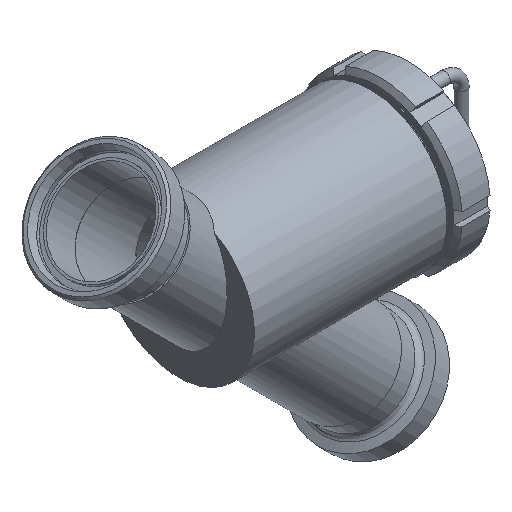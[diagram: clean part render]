
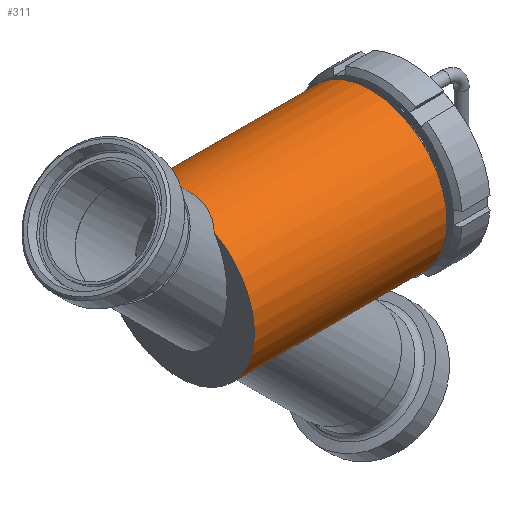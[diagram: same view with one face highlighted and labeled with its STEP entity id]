
A CAD part, isometric view. The second image highlights one B-rep face of the part: STEP entity #311.
In plain terms, the highlighted cylindrical face has radius 69 mm (diameter 138 mm), a full revolution.
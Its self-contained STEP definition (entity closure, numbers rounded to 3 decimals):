
#141=CARTESIAN_POINT('',(-26.,69.0,0.0));
#142=VERTEX_POINT('',#141);
#143=CARTESIAN_POINT('',(-26.,0.0,0.0));
#144=DIRECTION('',(1.0,0.0,0.0));
#145=DIRECTION('',(0.0,1.0,0.0));
#146=AXIS2_PLACEMENT_3D('',#143,#144,#145);
#147=CIRCLE('',#146,69.0);
#148=EDGE_CURVE('',#142,#142,#147,.T.);
#184=CARTESIAN_POINT('',(-113.0,0.0,0.0));
#185=DIRECTION('',(1.0,0.0,0.0));
#186=DIRECTION('',(0.0,1.0,0.0));
#187=AXIS2_PLACEMENT_3D('',#184,#185,#186);
#188=CYLINDRICAL_SURFACE('',#187,69.0);
#189=CARTESIAN_POINT('',(-200.0,32.654,60.784));
#190=VERTEX_POINT('',#189);
#191=CARTESIAN_POINT('',(-200.0,-32.654,60.784));
#192=VERTEX_POINT('',#191);
#193=CARTESIAN_POINT('',(-200.,32.654,60.784));
#194=CARTESIAN_POINT('',(-199.511,32.162,61.048));
#195=CARTESIAN_POINT('',(-199.039,31.658,61.312));
#196=CARTESIAN_POINT('',(-197.63,30.062,62.119));
#197=CARTESIAN_POINT('',(-196.7,28.873,62.684));
#198=CARTESIAN_POINT('',(-194.956,26.323,63.797));
#199=CARTESIAN_POINT('',(-194.142,24.961,64.344));
#200=CARTESIAN_POINT('',(-192.671,22.133,65.371));
#201=CARTESIAN_POINT('',(-192.013,20.665,65.851));
#202=CARTESIAN_POINT('',(-190.867,17.706,66.707));
#203=CARTESIAN_POINT('',(-190.38,16.215,67.084));
#204=CARTESIAN_POINT('',(-189.354,12.537,67.89));
#205=CARTESIAN_POINT('',(-188.832,10.033,68.315));
#206=CARTESIAN_POINT('',(-188.158,4.946,68.87));
#207=CARTESIAN_POINT('',(-188.004,2.362,69.0));
#208=CARTESIAN_POINT('',(-188.004,-2.362,69.0));
#209=CARTESIAN_POINT('',(-188.158,-4.946,68.87));
#210=CARTESIAN_POINT('',(-188.832,-10.033,68.315));
#211=CARTESIAN_POINT('',(-189.354,-12.537,67.89));
#212=CARTESIAN_POINT('',(-190.38,-16.215,67.084));
#213=CARTESIAN_POINT('',(-190.867,-17.706,66.707));
#214=CARTESIAN_POINT('',(-192.013,-20.665,65.851));
#215=CARTESIAN_POINT('',(-192.671,-22.133,65.371));
#216=CARTESIAN_POINT('',(-194.142,-24.961,64.344));
#217=CARTESIAN_POINT('',(-194.956,-26.323,63.797));
#218=CARTESIAN_POINT('',(-196.7,-28.873,62.684));
#219=CARTESIAN_POINT('',(-197.63,-30.062,62.119));
#220=CARTESIAN_POINT('',(-199.039,-31.658,61.312));
#221=CARTESIAN_POINT('',(-199.511,-32.162,61.048));
#222=CARTESIAN_POINT('',(-200.,-32.654,60.784));
#223=B_SPLINE_CURVE_WITH_KNOTS('',3,(#193,#194,#195,#196,#197,#198,#199,#200,#201,#202,#203,#204,#205,#206,#207,#208,#209,#210,#211,#212,#213,#214,#215,#216,#217,#218,#219,#220,#221,#222),.UNSPECIFIED.,.F.,.U.,(4,2,2,2,2,2,2,2,2,2,2,2,2,2,4),(3.734,3.954,4.417,4.879,5.342,5.804,6.512,7.221,7.93,8.638,9.101,9.563,10.025,10.488,10.708),.UNSPECIFIED.);
#224=EDGE_CURVE('',#190,#192,#223,.T.);
#225=ORIENTED_EDGE('',*,*,#224,.T.);
#226=CARTESIAN_POINT('',(-200.0,0.0,0.0));
#227=DIRECTION('',(1.0,0.0,0.0));
#228=DIRECTION('',(0.0,1.0,0.0));
#229=AXIS2_PLACEMENT_3D('',#226,#227,#228);
#230=CIRCLE('',#229,69.);
#231=EDGE_CURVE('',#192,#190,#230,.T.);
#232=ORIENTED_EDGE('',*,*,#231,.T.);
#233=EDGE_LOOP('',(#225,#232));
#234=FACE_OUTER_BOUND('',#233,.T.);
#235=CARTESIAN_POINT('',(-129.091,44.45,-52.775));
#236=VERTEX_POINT('',#235);
#237=CARTESIAN_POINT('',(-129.091,44.45,-52.775));
#238=CARTESIAN_POINT('',(-132.386,44.45,-52.775));
#239=CARTESIAN_POINT('',(-135.823,44.265,-52.933));
#240=CARTESIAN_POINT('',(-142.63,43.344,-53.69));
#241=CARTESIAN_POINT('',(-146.,42.604,-54.293));
#242=CARTESIAN_POINT('',(-152.352,40.452,-55.914));
#243=CARTESIAN_POINT('',(-155.345,39.033,-56.936));
#244=CARTESIAN_POINT('',(-160.722,35.533,-59.184));
#245=CARTESIAN_POINT('',(-163.109,33.452,-60.404));
#246=CARTESIAN_POINT('',(-166.863,29.2,-62.555));
#247=CARTESIAN_POINT('',(-168.418,27.,-63.55));
#248=CARTESIAN_POINT('',(-171.097,22.199,-65.382));
#249=CARTESIAN_POINT('',(-172.222,19.599,-66.217));
#250=CARTESIAN_POINT('',(-174.005,14.17,-67.587));
#251=CARTESIAN_POINT('',(-174.664,11.337,-68.123));
#252=CARTESIAN_POINT('',(-175.526,5.638,-68.829));
#253=CARTESIAN_POINT('',(-175.728,2.772,-69.0));
#254=CARTESIAN_POINT('',(-175.728,-2.772,-69.0));
#255=CARTESIAN_POINT('',(-175.526,-5.638,-68.829));
#256=CARTESIAN_POINT('',(-174.664,-11.337,-68.123));
#257=CARTESIAN_POINT('',(-174.005,-14.17,-67.587));
#258=CARTESIAN_POINT('',(-172.222,-19.599,-66.217));
#259=CARTESIAN_POINT('',(-171.097,-22.199,-65.382));
#260=CARTESIAN_POINT('',(-168.418,-27.,-63.55));
#261=CARTESIAN_POINT('',(-166.863,-29.2,-62.555));
#262=CARTESIAN_POINT('',(-163.109,-33.452,-60.404));
#263=CARTESIAN_POINT('',(-160.722,-35.533,-59.184));
#264=CARTESIAN_POINT('',(-155.345,-39.033,-56.936));
#265=CARTESIAN_POINT('',(-152.352,-40.452,-55.914));
#266=CARTESIAN_POINT('',(-146.,-42.604,-54.293));
#267=CARTESIAN_POINT('',(-142.63,-43.344,-53.69));
#268=CARTESIAN_POINT('',(-135.823,-44.265,-52.933));
#269=CARTESIAN_POINT('',(-132.386,-44.45,-52.775));
#270=CARTESIAN_POINT('',(-124.525,-44.45,-52.775));
#271=CARTESIAN_POINT('',(-119.81,-44.1,-53.074));
#272=CARTESIAN_POINT('',(-110.31,-42.815,-54.116));
#273=CARTESIAN_POINT('',(-105.525,-41.879,-54.858));
#274=CARTESIAN_POINT('',(-91.409,-38.3,-57.471));
#275=CARTESIAN_POINT('',(-82.318,-34.885,-59.72));
#276=CARTESIAN_POINT('',(-70.982,-28.729,-62.771));
#277=CARTESIAN_POINT('',(-67.25,-26.384,-63.822));
#278=CARTESIAN_POINT('',(-60.422,-20.941,-65.809));
#279=CARTESIAN_POINT('',(-57.33,-17.835,-66.742));
#280=CARTESIAN_POINT('',(-53.582,-12.509,-67.888));
#281=CARTESIAN_POINT('',(-52.265,-10.153,-68.295));
#282=CARTESIAN_POINT('',(-50.918,-6.397,-68.714));
#283=CARTESIAN_POINT('',(-50.571,-5.108,-68.823));
#284=CARTESIAN_POINT('',(-50.114,-2.532,-68.966));
#285=CARTESIAN_POINT('',(-50.004,-1.245,-69.0));
#286=CARTESIAN_POINT('',(-50.004,1.245,-69.0));
#287=CARTESIAN_POINT('',(-50.114,2.532,-68.966));
#288=CARTESIAN_POINT('',(-50.571,5.108,-68.823));
#289=CARTESIAN_POINT('',(-50.918,6.397,-68.714));
#290=CARTESIAN_POINT('',(-52.265,10.153,-68.295));
#291=CARTESIAN_POINT('',(-53.582,12.509,-67.888));
#292=CARTESIAN_POINT('',(-57.33,17.835,-66.742));
#293=CARTESIAN_POINT('',(-60.422,20.941,-65.809));
#294=CARTESIAN_POINT('',(-67.25,26.384,-63.822));
#295=CARTESIAN_POINT('',(-70.982,28.729,-62.771));
#296=CARTESIAN_POINT('',(-82.318,34.885,-59.72));
#297=CARTESIAN_POINT('',(-91.409,38.3,-57.471));
#298=CARTESIAN_POINT('',(-105.525,41.879,-54.858));
#299=CARTESIAN_POINT('',(-110.31,42.815,-54.116));
#300=CARTESIAN_POINT('',(-119.81,44.1,-53.074));
#301=CARTESIAN_POINT('',(-124.525,44.45,-52.775));
#302=CARTESIAN_POINT('',(-129.091,44.45,-52.775));
#303=B_SPLINE_CURVE_WITH_KNOTS('',3,(#237,#238,#239,#240,#241,#242,#243,#244,#245,#246,#247,#248,#249,#250,#251,#252,#253,#254,#255,#256,#257,#258,#259,#260,#261,#262,#263,#264,#265,#266,#267,#268,#269,#270,#271,#272,#273,#274,#275,#276,#277,#278,#279,#280,#281,#282,#283,#284,#285,#286,#287,#288,#289,#290,#291,#292,#293,#294,#295,#296,#297,#298,#299,#300,#301,#302),.UNSPECIFIED.,.T.,.U.,(4,2,2,2,2,2,2,2,2,2,2,2,2,2,2,2,2,2,2,2,2,2,2,2,2,2,2,2,2,2,2,2,4),(0.0,0.989,1.977,2.966,3.954,4.786,5.617,6.449,7.28,8.112,8.943,9.775,10.606,11.595,12.583,13.572,14.561,15.93,17.3,20.04,21.277,22.514,23.261,23.634,24.007,24.381,24.754,25.501,26.738,27.975,30.715,32.085,33.454),.UNSPECIFIED.);
#304=EDGE_CURVE('',#236,#236,#303,.T.);
#305=ORIENTED_EDGE('',*,*,#304,.T.);
#306=EDGE_LOOP('',(#305));
#307=FACE_BOUND('',#306,.T.);
#308=ORIENTED_EDGE('',*,*,#148,.F.);
#309=EDGE_LOOP('',(#308));
#310=FACE_BOUND('',#309,.T.);
#311=ADVANCED_FACE('',(#234,#307,#310),#188,.T.);
